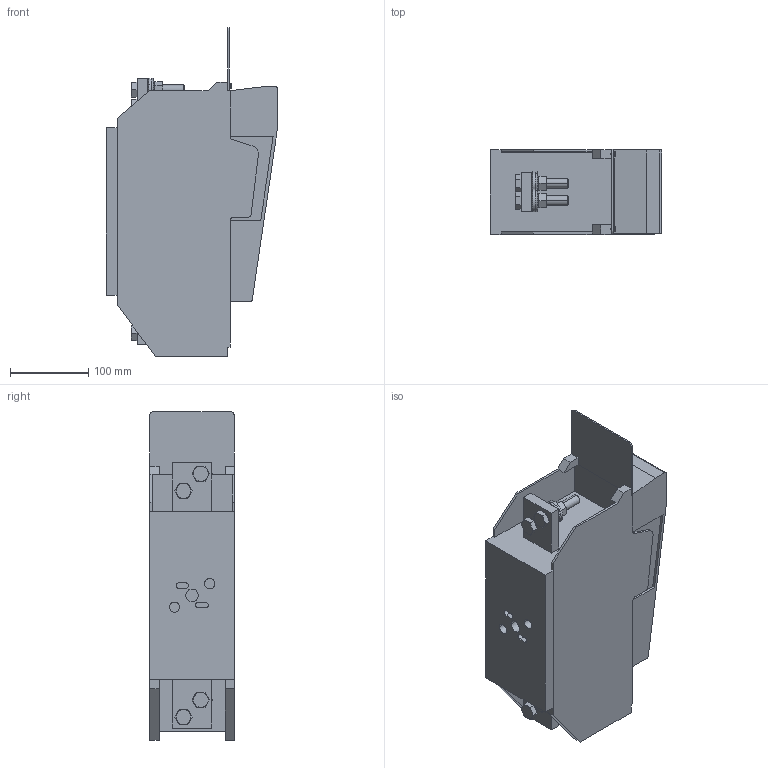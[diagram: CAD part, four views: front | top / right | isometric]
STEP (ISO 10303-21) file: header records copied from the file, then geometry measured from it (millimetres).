
FILE_DESCRIPTION(('CATIA V5 STEP Exchange','CAx-IF Rec.Pracs.--- Model Styling and Organization---1.5--- 2016-08-15','CAx-IF Rec.Pracs.---Supplemental Geometry---1.0---2011-11-01','CAx-IF Rec.Pracs.--- Composite Materials ---1.1---2010-07-15'),'2;1');
FILE_NAME('T4911005_L_NH-Sicherungslasttrenner_LTL4A-1x_9_1600.stp','2024-03-25T10:59:33+00:00',('none'),('none'),'CATIA Version 5-6 Release 2021 SP4 HF5','CATIA V5 STEP AP214 v2','none');
FILE_SCHEMA(('AUTOMOTIVE_DESIGN { 1 0 10303 214 1 1 1 1 }'));
Length unit declared in the file: millimetre
Products named in the file (9): T4911005_L_NH-Sicherungslasttrenner; T4911005_L02_NH-Sicherungslasttrenner; 68272_6-Kant-Schraube M12x60; 68294_Sechskantmutter M12; 66905_Spannscheibe DIN 6796_12; 84880 Handschutz kpl. R4.1; 65113 Zylinderschraube M4x8 R3.1; 41089 Sicherungsscheibe R2.1; 41309 Handschutz LTL4a R2.1
Assembly tree (23 placements, depth 3):
  T4911005_L_NH-Sicherungslasttrenner
    T4911005_L02_NH-Sicherungslasttrenner
    68272_6-Kant-Schraube M12x60  x4
    68294_Sechskantmutter M12  x4
    66905_Spannscheibe DIN 6796_12  x8
    84880 Handschutz kpl. R4.1
      65113 Zylinderschraube M4x8 R3.1  x2
      41089 Sicherungsscheibe R2.1  x2
      41309 Handschutz LTL4a R2.1
Bounding box: 219 x 108.25 x 419.5 mm (x, y, z)
Volume: 3637708.9 mm3; surface area: 443462.4 mm2
Topology: 22 solids, 22 shells, 448 faces, 1102 edges, 696 vertices
Faces by surface type: plane 202, cone 168, cylinder 70, torus 8
Entity records: 6906 total; most frequent: CARTESIAN_POINT 1447, ORIENTED_EDGE 1154, DIRECTION 893, EDGE_CURVE 577, VECTOR 375, LINE 375, VERTEX_POINT 374, AXIS2_PLACEMENT_3D 338
